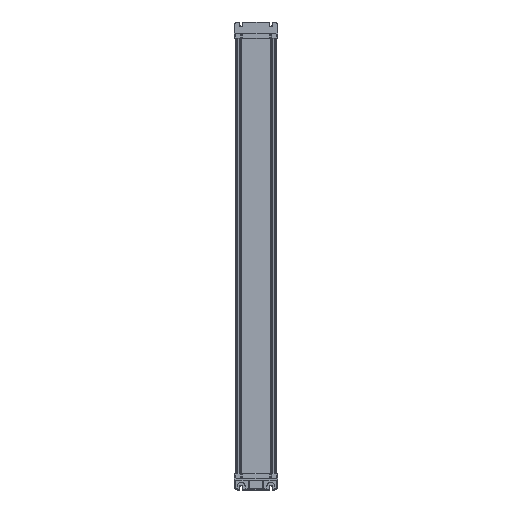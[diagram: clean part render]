
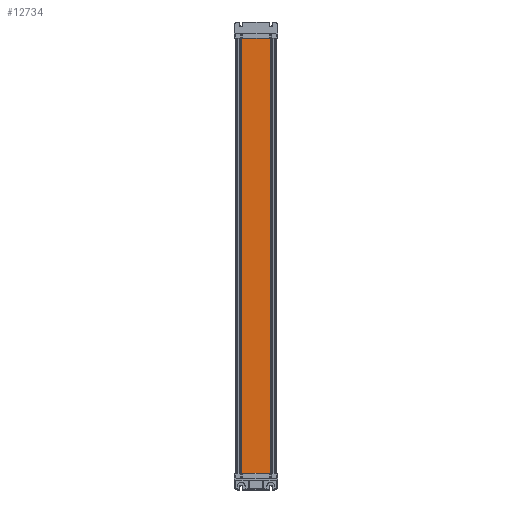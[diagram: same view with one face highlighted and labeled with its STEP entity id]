
A CAD part, front view. The second image highlights one B-rep face of the part: STEP entity #12734.
In plain terms, the highlighted planar face has unit normal (0, -1, 0).
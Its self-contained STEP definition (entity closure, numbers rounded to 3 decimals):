
#1560 = DIRECTION ( 'NONE',  ( 1., 0., 0. ) ) ;
#2324 = PLANE ( 'NONE',  #42363 ) ;
#3619 = EDGE_CURVE ( 'Defeatured_9_76+Defeatured_9_75+Defeatured_9_0+Defeatured_9_1', #37140, #21322, #10299, .T. ) ;
#9554 = FACE_OUTER_BOUND ( 'NONE', #44492, .T. ) ;
#9964 = CARTESIAN_POINT ( 'NONE',  ( -68.693, -37.619, 798.634 ) ) ;
#10299 = LINE ( 'NONE', #27058, #36697 ) ;
#10534 = ORIENTED_EDGE ( 'NONE', *, *, #26585, .F. ) ;
#12498 = DIRECTION ( 'NONE',  ( 0., 0., -1. ) ) ;
#12687 = CARTESIAN_POINT ( 'NONE',  ( -68.693, -37.619, -25.222 ) ) ;
#12734 = ADVANCED_FACE ( 'Defeatured_9_75', ( #9554 ), #2324, .F. ) ;
#13661 = VECTOR ( 'NONE', #12498, 1000. ) ;
#13857 = CARTESIAN_POINT ( 'NONE',  ( -121.693, -37.619, 798.634 ) ) ;
#15884 = CARTESIAN_POINT ( 'NONE',  ( -121.693, -37.619, -25.222 ) ) ;
#17133 = ORIENTED_EDGE ( 'NONE', *, *, #22294, .T. ) ;
#18086 = VECTOR ( 'NONE', #23653, 1000. ) ;
#19382 = LINE ( 'NONE', #31552, #18086 ) ;
#20769 = CARTESIAN_POINT ( 'NONE',  ( -121.693, -37.619, 798.634 ) ) ;
#21322 = VERTEX_POINT ( 'NONE', #12687 ) ;
#22294 = EDGE_CURVE ( 'Defeatured_9_75+Defeatured_9_1+Defeatured_9_74+Defeatured_9_76', #50643, #21322, #19382, .T. ) ;
#22899 = DIRECTION ( 'NONE',  ( 0., 1., 0. ) ) ;
#23653 = DIRECTION ( 'NONE',  ( 1., 0., 0. ) ) ;
#26585 = EDGE_CURVE ( 'Defeatured_9_0+Defeatured_9_75+Defeatured_9_74+Defeatured_9_76', #44211, #37140, #40568, .T. ) ;
#27058 = CARTESIAN_POINT ( 'NONE',  ( -68.693, -37.619, 798.634 ) ) ;
#27073 = CARTESIAN_POINT ( 'NONE',  ( -121.693, -37.619, 798.634 ) ) ;
#30450 = DIRECTION ( 'NONE',  ( 0., 0., -1. ) ) ;
#31552 = CARTESIAN_POINT ( 'NONE',  ( -121.693, -37.619, -25.222 ) ) ;
#36697 = VECTOR ( 'NONE', #43002, 1000. ) ;
#37140 = VERTEX_POINT ( 'NONE', #9964 ) ;
#40568 = LINE ( 'NONE', #13857, #50634 ) ;
#42363 = AXIS2_PLACEMENT_3D ( 'NONE', #46922, #22899, #30450 ) ;
#43002 = DIRECTION ( 'NONE',  ( 0., 0., -1. ) ) ;
#44211 = VERTEX_POINT ( 'NONE', #27073 ) ;
#44492 = EDGE_LOOP ( 'NONE', ( #17133, #46485, #10534, #47147 ) ) ;
#45675 = LINE ( 'NONE', #20769, #13661 ) ;
#46485 = ORIENTED_EDGE ( 'NONE', *, *, #3619, .F. ) ;
#46922 = CARTESIAN_POINT ( 'NONE',  ( -121.693, -37.619, 798.634 ) ) ;
#47147 = ORIENTED_EDGE ( 'NONE', *, *, #47830, .T. ) ;
#47830 = EDGE_CURVE ( 'Defeatured_9_75+Defeatured_9_74+Defeatured_9_0+Defeatured_9_1', #44211, #50643, #45675, .T. ) ;
#50634 = VECTOR ( 'NONE', #1560, 1000. ) ;
#50643 = VERTEX_POINT ( 'NONE', #15884 ) ;
